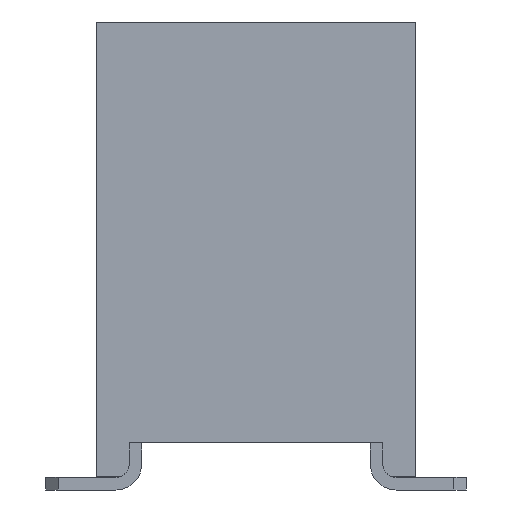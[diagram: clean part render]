
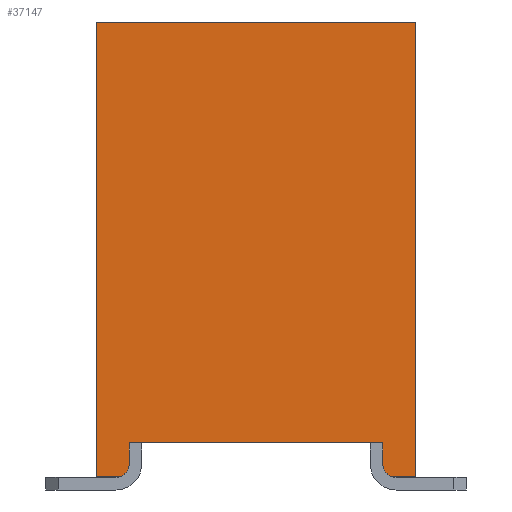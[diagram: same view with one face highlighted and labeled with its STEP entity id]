
A CAD part, front view. The second image highlights one B-rep face of the part: STEP entity #37147.
In plain terms, the highlighted face is planar.
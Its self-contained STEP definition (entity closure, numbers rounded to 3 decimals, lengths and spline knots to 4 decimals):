
#440=CIRCLE('',#39489,0.2);
#442=CIRCLE('',#39492,0.2);
#3514=ORIENTED_EDGE('',*,*,#13824,.F.);
#3515=ORIENTED_EDGE('',*,*,#14492,.T.);
#3516=ORIENTED_EDGE('',*,*,#14493,.T.);
#3517=ORIENTED_EDGE('',*,*,#14494,.T.);
#3518=ORIENTED_EDGE('',*,*,#14495,.T.);
#3519=ORIENTED_EDGE('',*,*,#14489,.T.);
#3520=ORIENTED_EDGE('',*,*,#13818,.F.);
#3521=ORIENTED_EDGE('',*,*,#13829,.T.);
#3522=ORIENTED_EDGE('',*,*,#14496,.T.);
#3523=ORIENTED_EDGE('',*,*,#13826,.F.);
#13818=EDGE_CURVE('',#19516,#19517,#23176,.T.);
#13824=EDGE_CURVE('',#19522,#19523,#23182,.T.);
#13826=EDGE_CURVE('',#19523,#19524,#23184,.T.);
#13829=EDGE_CURVE('',#19516,#19526,#23187,.T.);
#14489=EDGE_CURVE('',#19942,#19517,#440,.T.);
#14492=EDGE_CURVE('',#19522,#19944,#442,.T.);
#14493=EDGE_CURVE('',#19944,#19945,#23848,.T.);
#14494=EDGE_CURVE('',#19945,#19946,#23849,.T.);
#14495=EDGE_CURVE('',#19946,#19942,#23850,.T.);
#14496=EDGE_CURVE('',#19526,#19524,#23851,.T.);
#19516=VERTEX_POINT('',#53298);
#19517=VERTEX_POINT('',#53299);
#19522=VERTEX_POINT('',#53310);
#19523=VERTEX_POINT('',#53312);
#19524=VERTEX_POINT('',#53316);
#19526=VERTEX_POINT('',#53322);
#19942=VERTEX_POINT('',#54655);
#19944=VERTEX_POINT('',#54661);
#19945=VERTEX_POINT('',#54663);
#19946=VERTEX_POINT('',#54665);
#23176=LINE('',#53297,#27206);
#23182=LINE('',#53311,#27212);
#23184=LINE('',#53315,#27214);
#23187=LINE('',#53321,#27217);
#23848=LINE('',#54662,#27878);
#23849=LINE('',#54664,#27879);
#23850=LINE('',#54666,#27880);
#23851=LINE('',#54667,#27881);
#27206=VECTOR('',#42577,1000.);
#27212=VECTOR('',#42585,1000.);
#27214=VECTOR('',#42589,1000.);
#27217=VECTOR('',#42594,1000.);
#27878=VECTOR('',#43777,1000.);
#27879=VECTOR('',#43778,1000.);
#27880=VECTOR('',#43779,1000.);
#27881=VECTOR('',#43780,1000.);
#31509=EDGE_LOOP('',(#3514,#3515,#3516,#3517,#3518,#3519,#3520,#3521,#3522,
#3523));
#33653=FACE_BOUND('',#31509,.T.);
#35784=PLANE('',#39491);
#37147=ADVANCED_FACE('',(#33653),#35784,.T.);
#39489=AXIS2_PLACEMENT_3D('',#54654,#43768,#43769);
#39491=AXIS2_PLACEMENT_3D('',#54659,#43773,#43774);
#39492=AXIS2_PLACEMENT_3D('',#54660,#43775,#43776);
#42577=DIRECTION('',(0.,1.,0.));
#42585=DIRECTION('',(0.,1.,0.));
#42589=DIRECTION('',(0.,0.,1.));
#42594=DIRECTION('',(0.,0.,1.));
#43768=DIRECTION('',(-1.,0.,0.));
#43769=DIRECTION('',(0.,0.,1.));
#43773=DIRECTION('',(-1.,0.,0.));
#43774=DIRECTION('',(0.,0.,1.));
#43775=DIRECTION('',(-1.,0.,0.));
#43776=DIRECTION('',(0.,0.,1.));
#43777=DIRECTION('',(0.,0.,1.));
#43778=DIRECTION('',(0.,-1.,0.));
#43779=DIRECTION('',(0.,0.,-1.));
#43780=DIRECTION('',(0.,1.,0.));
#53297=CARTESIAN_POINT('',(-16.76,-2.54,-3.62));
#53298=CARTESIAN_POINT('',(-16.76,-2.54,-3.62));
#53299=CARTESIAN_POINT('',(-16.76,-2.22,-3.62));
#53310=CARTESIAN_POINT('',(-16.76,2.22,-3.62));
#53311=CARTESIAN_POINT('',(-16.76,-2.54,-3.62));
#53312=CARTESIAN_POINT('',(-16.76,2.54,-3.62));
#53315=CARTESIAN_POINT('',(-16.76,2.54,-3.62));
#53316=CARTESIAN_POINT('',(-16.76,2.54,3.62));
#53321=CARTESIAN_POINT('',(-16.76,-2.54,-3.62));
#53322=CARTESIAN_POINT('',(-16.76,-2.54,3.62));
#54654=CARTESIAN_POINT('',(-16.76,-2.22,-3.42));
#54655=CARTESIAN_POINT('',(-16.76,-2.02,-3.42));
#54659=CARTESIAN_POINT('',(-16.76,-2.54,-3.62));
#54660=CARTESIAN_POINT('',(-16.76,2.22,-3.42));
#54661=CARTESIAN_POINT('',(-16.76,2.02,-3.42));
#54662=CARTESIAN_POINT('',(-16.76,2.02,-3.62));
#54663=CARTESIAN_POINT('',(-16.76,2.02,-3.08));
#54664=CARTESIAN_POINT('',(-16.76,-2.54,-3.08));
#54665=CARTESIAN_POINT('',(-16.76,-2.02,-3.08));
#54666=CARTESIAN_POINT('',(-16.76,-2.02,-3.62));
#54667=CARTESIAN_POINT('',(-16.76,-2.54,3.62));
